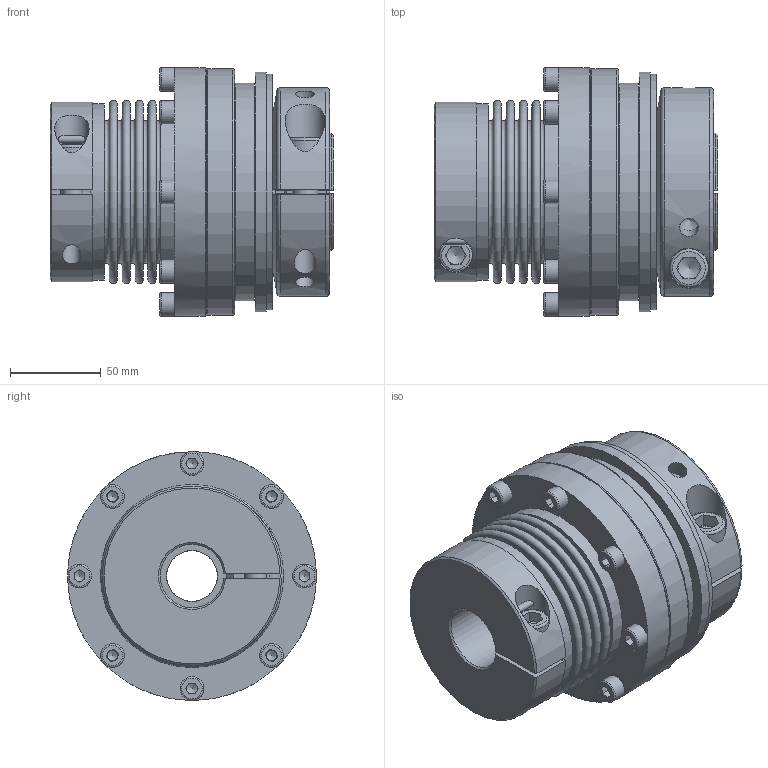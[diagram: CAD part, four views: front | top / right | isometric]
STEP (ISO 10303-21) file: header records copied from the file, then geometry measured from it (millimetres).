
FILE_DESCRIPTION( ( 'Unknown' ), '1' );
FILE_NAME( 'SKB-KP 500.stp', 'Unknown', ( 'Unknown' ), ( 'Unknown' ), 'PSStep 10.1', 'Unknown', ' ' );
FILE_SCHEMA( ( 'AUTOMOTIVE_DESIGN { 1 0 10303 214 1 1 1 1 }' ) );
Length unit declared in the file: millimetre
Products named in the file (1): 20710547
Bounding box: 156.5 x 137 x 137 mm (x, y, z)
Volume: 1165982.8 mm3; surface area: 251348.9 mm2
Topology: 1 solids, 12 shells, 482 faces, 1284 edges, 830 vertices
Faces by surface type: plane 251, cylinder 97, torus 81, cone 37, sphere 16
Full cylindrical faces by diameter (mm): 1.5 x1, 2.5 x2, 6.8 x9, 8 x8, 8.6 x8, 10.2 x1, 10.5 x3, 12 x2, 12.5 x1, 13 x9, 14 x1, 14.5 x1, 18 x1, 19 x1, 21 x1, 22 x1, 28 x1, 42 x1, 67 x1, 69.8 x1, 70 x2, 75 x1, 80 x1, 82.8 x2, 97.2 x2, 97.6 x2, 110 x3, 116 x2, 120 x1, 130 x1
Entity records: 19421 total; most frequent: CARTESIAN_POINT 4717, DIRECTION 2250, ORIENTED_EDGE 2038, EDGE_CURVE 1019, AXIS2_PLACEMENT_3D 914, VERTEX_POINT 730, EDGE_LOOP 712, FACE_OUTER_BOUND 583
